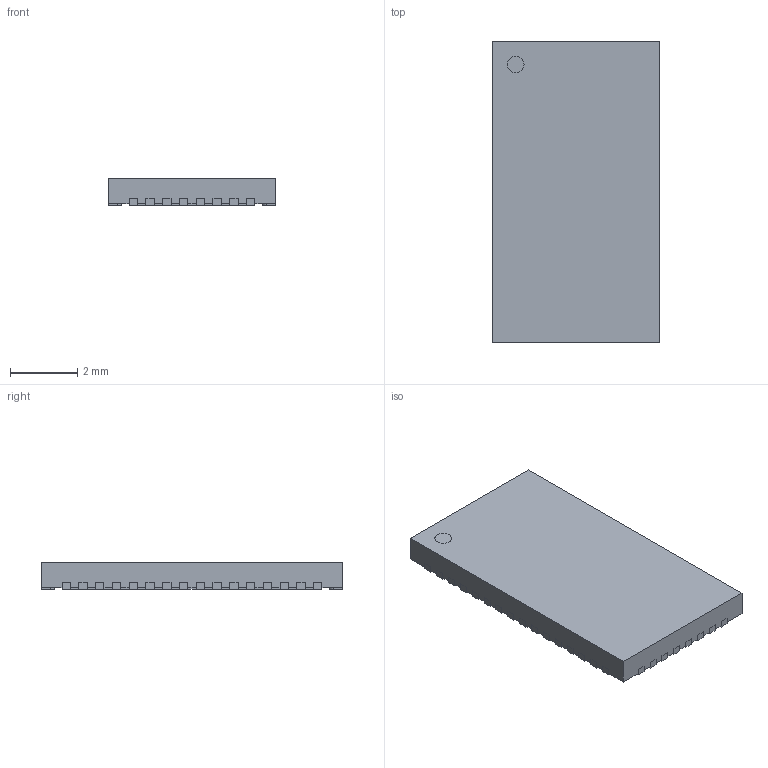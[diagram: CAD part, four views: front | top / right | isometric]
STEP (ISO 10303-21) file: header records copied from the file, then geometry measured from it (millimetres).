
FILE_DESCRIPTION(/* description */ (''),/* implementation_level */ '2;1');
FILE_NAME(/* name */ 'QFN50P500X900X80-49N-R373X772.stp',/* time_stamp */ '2017-08-31T13:49:11+02:00',/* author */ ('jchouvet'),/* organization */ (''),/* preprocessor_version */ 'ST-DEVELOPER v16.1',/* originating_system */ 'AutoCAD Mechanical',/* authorisation */ '');
FILE_SCHEMA (('AUTOMOTIVE_DESIGN { 1 0 10303 214 3 1 1 }'));
Length unit declared in the file: millimetre
Products named in the file (1): Product
Bounding box: 5 x 9 x 0.8 mm (x, y, z)
Volume: 35.4 mm3; surface area: 195.7 mm2
Topology: 51 solids, 51 shells, 497 faces, 1182 edges, 788 vertices
Faces by surface type: plane 399, cylinder 98
Full cylindrical faces by diameter (mm): 0.5 x2
Entity records: 14211 total; most frequent: CARTESIAN_POINT 2466, DIRECTION 2372, ORIENTED_EDGE 2360, EDGE_CURVE 1180, LINE 984, VECTOR 984, VERTEX_POINT 788, AXIS2_PLACEMENT_3D 694
